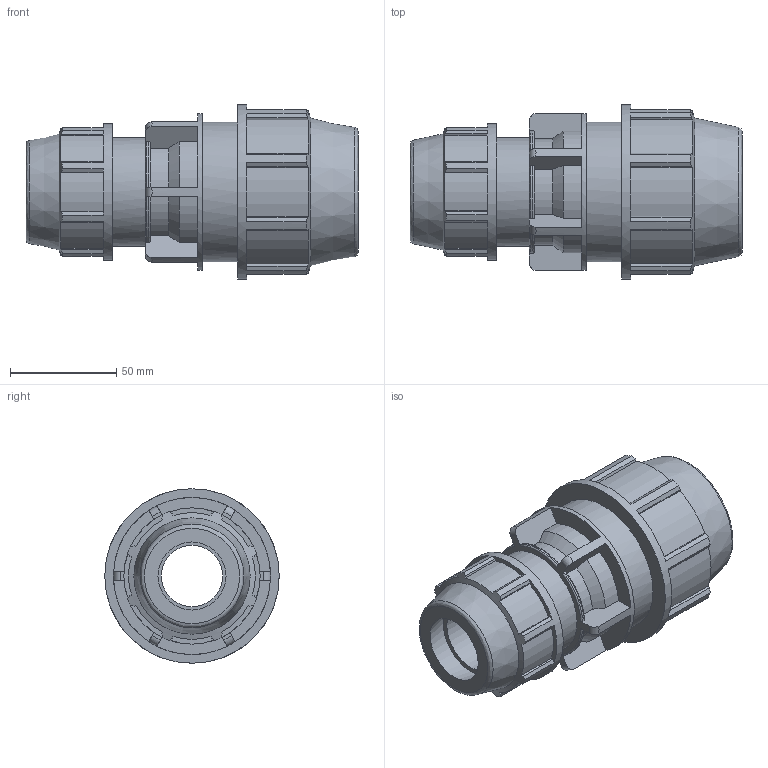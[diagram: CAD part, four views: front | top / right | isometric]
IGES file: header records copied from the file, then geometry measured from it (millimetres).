
Global section: file name: 071100040032_181100040032_0711060400320A.ipt; native system: Autodesk Inventor 2015; preprocessor: unknown; author: KIM; date: 20170606.133326; units: millimetre
Bounding box: 156 x 82 x 82 mm (x, y, z)
Volume: 334403.8 mm3; surface area: 65432.5 mm2
Topology: 1 solids, 1 shells, 189 faces, 553 edges, 374 vertices
Faces by surface type: plane 114, cylinder 45, revolution 20, cone 10
Full cylindrical faces by diameter (mm): 51.2 x1, 64 x1, 65.6 x1, 73.8 x1, 82 x1
